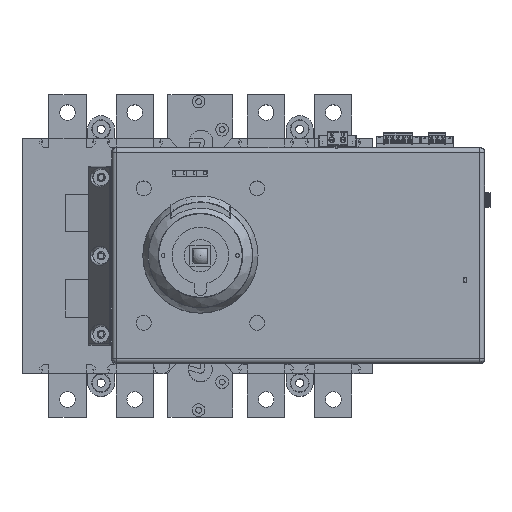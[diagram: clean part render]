
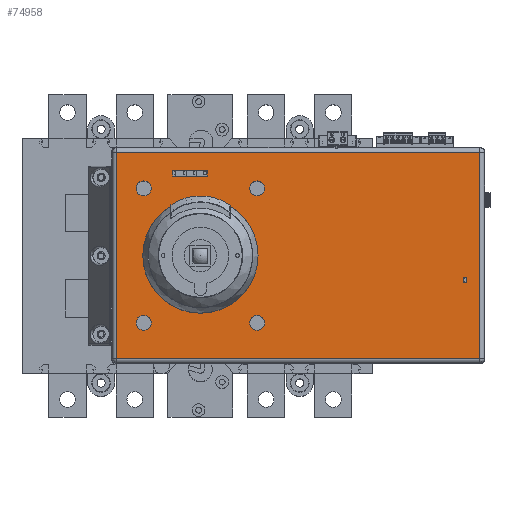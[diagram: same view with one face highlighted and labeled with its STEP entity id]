
A CAD part, top view. The second image highlights one B-rep face of the part: STEP entity #74958.
In plain terms, the highlighted planar face has unit normal (0, 0, 1).
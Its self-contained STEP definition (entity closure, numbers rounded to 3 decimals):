
#6267=LINE('',#110606,#14861);
#6316=LINE('',#110721,#14910);
#6370=LINE('',#110835,#14964);
#6373=LINE('',#110841,#14967);
#6374=LINE('',#110843,#14968);
#6375=LINE('',#110844,#14969);
#6394=LINE('',#110882,#14988);
#6397=LINE('',#110887,#14991);
#6569=LINE('',#112055,#15163);
#6578=LINE('',#112069,#15172);
#6579=LINE('',#112071,#15173);
#6586=LINE('',#112082,#15180);
#6587=LINE('',#112085,#15181);
#6589=LINE('',#112089,#15183);
#6594=LINE('',#112098,#15188);
#6735=LINE('',#112522,#15329);
#6736=LINE('',#112526,#15330);
#6737=LINE('',#112527,#15331);
#14861=VECTOR('',#88842,2.3);
#14910=VECTOR('',#88929,243.301);
#14964=VECTOR('',#89015,0.878);
#14967=VECTOR('',#89020,0.144);
#14968=VECTOR('',#89021,2.3);
#14969=VECTOR('',#89022,0.144);
#14988=VECTOR('',#89053,0.75);
#14991=VECTOR('',#89058,0.499);
#15163=VECTOR('',#89720,23.017);
#15172=VECTOR('',#89731,3.517);
#15173=VECTOR('',#89734,23.017);
#15180=VECTOR('',#89743,0.34);
#15181=VECTOR('',#89746,2.049);
#15183=VECTOR('',#89750,3.549);
#15188=VECTOR('',#89759,2.049);
#15329=VECTOR('',#90080,138.301);
#15330=VECTOR('',#90085,138.301);
#15331=VECTOR('',#90086,243.301);
#22124=PLANE('',#79609);
#24401=FACE_BOUND('',#30350,.T.);
#24402=FACE_BOUND('',#30351,.T.);
#24403=FACE_BOUND('',#30352,.T.);
#24404=FACE_BOUND('',#30353,.T.);
#24405=FACE_BOUND('',#30354,.T.);
#24406=FACE_BOUND('',#30355,.T.);
#24407=FACE_BOUND('',#30356,.T.);
#26156=FACE_OUTER_BOUND('',#30349,.T.);
#30349=EDGE_LOOP('',(#59207,#59208,#59209,#59210));
#30350=EDGE_LOOP('',(#59211,#59212,#59213,#59214,#59215,#59216,#59217,#59218));
#30351=EDGE_LOOP('',(#59219));
#30352=EDGE_LOOP('',(#59220));
#30353=EDGE_LOOP('',(#59221));
#30354=EDGE_LOOP('',(#59222));
#30355=EDGE_LOOP('',(#59223));
#30356=EDGE_LOOP('',(#59224,#59225,#59226,#59227,#59228,#59229));
#33888=CIRCLE('',#79395,38.595);
#33906=CIRCLE('',#79490,5.);
#33909=CIRCLE('',#79496,5.);
#33912=CIRCLE('',#79502,5.);
#33915=CIRCLE('',#79508,5.);
#36790=VERTEX_POINT('',#110550);
#36794=VERTEX_POINT('',#110560);
#36803=VERTEX_POINT('',#110587);
#36810=VERTEX_POINT('',#110605);
#36856=VERTEX_POINT('',#110718);
#36857=VERTEX_POINT('',#110720);
#36901=VERTEX_POINT('',#110834);
#36903=VERTEX_POINT('',#110840);
#36904=VERTEX_POINT('',#110842);
#36917=VERTEX_POINT('',#110881);
#36918=VERTEX_POINT('',#110885);
#37083=VERTEX_POINT('',#111686);
#37150=VERTEX_POINT('',#112021);
#37153=VERTEX_POINT('',#112030);
#37156=VERTEX_POINT('',#112039);
#37159=VERTEX_POINT('',#112048);
#37160=VERTEX_POINT('',#112052);
#37161=VERTEX_POINT('',#112054);
#37165=VERTEX_POINT('',#112067);
#37169=VERTEX_POINT('',#112084);
#37170=VERTEX_POINT('',#112088);
#37297=VERTEX_POINT('',#112521);
#37298=VERTEX_POINT('',#112525);
#44703=EDGE_CURVE('',#36810,#36803,#6267,.T.);
#44760=EDGE_CURVE('',#36857,#36856,#6316,.T.);
#44817=EDGE_CURVE('',#36901,#36794,#6370,.T.);
#44820=EDGE_CURVE('',#36903,#36790,#6373,.T.);
#44821=EDGE_CURVE('',#36904,#36903,#6374,.T.);
#44822=EDGE_CURVE('',#36794,#36904,#6375,.T.);
#44841=EDGE_CURVE('',#36917,#36810,#6394,.T.);
#44844=EDGE_CURVE('',#36803,#36918,#6397,.T.);
#45057=EDGE_CURVE('',#37083,#37083,#33888,.T.);
#45174=EDGE_CURVE('',#37150,#37150,#33906,.T.);
#45177=EDGE_CURVE('',#37153,#37153,#33909,.T.);
#45180=EDGE_CURVE('',#37156,#37156,#33912,.T.);
#45183=EDGE_CURVE('',#37159,#37159,#33915,.T.);
#45185=EDGE_CURVE('',#37161,#37160,#6569,.T.);
#45194=EDGE_CURVE('',#37160,#37165,#6578,.T.);
#45195=EDGE_CURVE('',#37165,#36901,#6579,.T.);
#45202=EDGE_CURVE('',#36790,#37161,#6586,.T.);
#45203=EDGE_CURVE('',#37169,#36917,#6587,.T.);
#45205=EDGE_CURVE('',#37170,#37169,#6589,.T.);
#45210=EDGE_CURVE('',#36918,#37170,#6594,.T.);
#45396=EDGE_CURVE('',#37297,#36857,#6735,.T.);
#45398=EDGE_CURVE('',#36856,#37298,#6736,.T.);
#45399=EDGE_CURVE('',#37298,#37297,#6737,.T.);
#59207=ORIENTED_EDGE('',*,*,#45396,.T.);
#59208=ORIENTED_EDGE('',*,*,#44760,.T.);
#59209=ORIENTED_EDGE('',*,*,#45398,.T.);
#59210=ORIENTED_EDGE('',*,*,#45399,.T.);
#59211=ORIENTED_EDGE('',*,*,#44820,.T.);
#59212=ORIENTED_EDGE('',*,*,#45202,.T.);
#59213=ORIENTED_EDGE('',*,*,#45185,.T.);
#59214=ORIENTED_EDGE('',*,*,#45194,.T.);
#59215=ORIENTED_EDGE('',*,*,#45195,.T.);
#59216=ORIENTED_EDGE('',*,*,#44817,.T.);
#59217=ORIENTED_EDGE('',*,*,#44822,.T.);
#59218=ORIENTED_EDGE('',*,*,#44821,.T.);
#59219=ORIENTED_EDGE('',*,*,#45057,.T.);
#59220=ORIENTED_EDGE('',*,*,#45174,.T.);
#59221=ORIENTED_EDGE('',*,*,#45177,.T.);
#59222=ORIENTED_EDGE('',*,*,#45180,.T.);
#59223=ORIENTED_EDGE('',*,*,#45183,.T.);
#59224=ORIENTED_EDGE('',*,*,#45210,.T.);
#59225=ORIENTED_EDGE('',*,*,#45205,.T.);
#59226=ORIENTED_EDGE('',*,*,#45203,.T.);
#59227=ORIENTED_EDGE('',*,*,#44841,.T.);
#59228=ORIENTED_EDGE('',*,*,#44703,.T.);
#59229=ORIENTED_EDGE('',*,*,#44844,.T.);
#74958=ADVANCED_FACE('',(#26156,#24401,#24402,#24403,#24404,#24405,#24406,
#24407),#22124,.T.);
#79395=AXIS2_PLACEMENT_3D('',#111687,#89412,#89413);
#79490=AXIS2_PLACEMENT_3D('',#112022,#89677,#89678);
#79496=AXIS2_PLACEMENT_3D('',#112031,#89689,#89690);
#79502=AXIS2_PLACEMENT_3D('',#112040,#89701,#89702);
#79508=AXIS2_PLACEMENT_3D('',#112049,#89713,#89714);
#79609=AXIS2_PLACEMENT_3D('',#112524,#90083,#90084);
#88842=DIRECTION('',(0.,1.,0.));
#88929=DIRECTION('',(-1.,0.,0.));
#89015=DIRECTION('',(0.,1.,0.));
#89020=DIRECTION('',(1.,0.,0.));
#89021=DIRECTION('',(0.,1.,0.));
#89022=DIRECTION('',(-1.,0.,0.));
#89053=DIRECTION('',(0.,1.,0.));
#89058=DIRECTION('',(0.,1.,0.));
#89412=DIRECTION('center_axis',(0.,0.,
-1.));
#89413=DIRECTION('ref_axis',(-1.,0.,0.));
#89677=DIRECTION('center_axis',(0.,0.,
-1.));
#89678=DIRECTION('ref_axis',(0.,-1.,0.));
#89689=DIRECTION('center_axis',(0.,0.,
-1.));
#89690=DIRECTION('ref_axis',(0.,-1.,0.));
#89701=DIRECTION('center_axis',(0.,0.,
-1.));
#89702=DIRECTION('ref_axis',(0.,-1.,0.));
#89713=DIRECTION('center_axis',(0.,0.,
-1.));
#89714=DIRECTION('ref_axis',(0.,-1.,0.));
#89720=DIRECTION('',(1.,0.,0.));
#89731=DIRECTION('',(0.,-1.,0.));
#89734=DIRECTION('',(-1.,0.,0.));
#89743=DIRECTION('',(0.,1.,0.));
#89746=DIRECTION('',(-1.,0.,0.));
#89750=DIRECTION('',(0.,-1.,0.));
#89759=DIRECTION('',(1.,0.,0.));
#90080=DIRECTION('',(0.,1.,0.));
#90083=DIRECTION('center_axis',(0.,0.,
1.));
#90084=DIRECTION('ref_axis',(0.,1.,0.));
#90085=DIRECTION('',(0.,-1.,0.));
#90086=DIRECTION('',(1.,0.,0.));
#110550=CARTESIAN_POINT('',(-48.397,58.577,112.14));
#110560=CARTESIAN_POINT('',(-48.397,56.277,112.14));
#110587=CARTESIAN_POINT('',(146.087,-13.066,112.14));
#110605=CARTESIAN_POINT('',(146.087,-15.366,112.14));
#110606=CARTESIAN_POINT('',(146.087,-6.979,112.14));
#110718=CARTESIAN_POINT('',(-86.039,71.309,112.14));
#110720=CARTESIAN_POINT('',(157.262,71.309,112.14));
#110721=CARTESIAN_POINT('',(157.262,71.309,112.14));
#110834=CARTESIAN_POINT('',(-48.397,55.399,112.14));
#110835=CARTESIAN_POINT('',(-48.397,28.779,112.14));
#110840=CARTESIAN_POINT('',(-48.541,58.577,112.14));
#110841=CARTESIAN_POINT('',(-6.465,58.577,112.14));
#110842=CARTESIAN_POINT('',(-48.541,56.277,112.14));
#110843=CARTESIAN_POINT('',(-48.541,29.218,112.14));
#110844=CARTESIAN_POINT('',(-5.464,56.277,112.14));
#110881=CARTESIAN_POINT('',(146.087,-16.116,112.14));
#110882=CARTESIAN_POINT('',(146.087,-6.979,112.14));
#110885=CARTESIAN_POINT('',(146.087,-12.567,112.14));
#110887=CARTESIAN_POINT('',(146.087,-6.979,112.14));
#111686=CARTESIAN_POINT('',(8.707,2.158,112.14));
#111687=CARTESIAN_POINT('Origin',(-29.888,2.158,112.14));
#112021=CARTESIAN_POINT('',(8.112,-37.842,112.14));
#112022=CARTESIAN_POINT('Origin',(8.112,-42.842,112.14));
#112030=CARTESIAN_POINT('',(-67.888,52.158,112.14));
#112031=CARTESIAN_POINT('Origin',(-67.888,47.158,112.14));
#112039=CARTESIAN_POINT('',(8.112,52.158,112.14));
#112040=CARTESIAN_POINT('Origin',(8.112,47.158,112.14));
#112048=CARTESIAN_POINT('',(-67.888,-37.842,112.14));
#112049=CARTESIAN_POINT('Origin',(-67.888,-42.842,112.14));
#112052=CARTESIAN_POINT('',(-25.38,58.917,112.14));
#112054=CARTESIAN_POINT('',(-48.397,58.917,112.14));
#112055=CARTESIAN_POINT('',(-6.393,58.917,112.14));
#112067=CARTESIAN_POINT('',(-25.38,55.399,112.14));
#112069=CARTESIAN_POINT('',(-25.38,30.537,112.14));
#112071=CARTESIAN_POINT('',(5.116,55.399,112.14));
#112082=CARTESIAN_POINT('',(-48.397,28.779,112.14));
#112084=CARTESIAN_POINT('',(148.136,-16.116,112.14));
#112085=CARTESIAN_POINT('',(91.874,-16.116,112.14));
#112088=CARTESIAN_POINT('',(148.136,-12.567,112.14));
#112089=CARTESIAN_POINT('',(148.136,-5.205,112.14));
#112098=CARTESIAN_POINT('',(90.849,-12.567,112.14));
#112521=CARTESIAN_POINT('',(157.262,-66.992,112.14));
#112522=CARTESIAN_POINT('',(157.262,-66.992,112.14));
#112524=CARTESIAN_POINT('Origin',(35.612,2.158,112.14));
#112525=CARTESIAN_POINT('',(-86.039,-66.992,112.14));
#112526=CARTESIAN_POINT('',(-86.039,71.309,112.14));
#112527=CARTESIAN_POINT('',(-86.039,-66.992,112.14));
